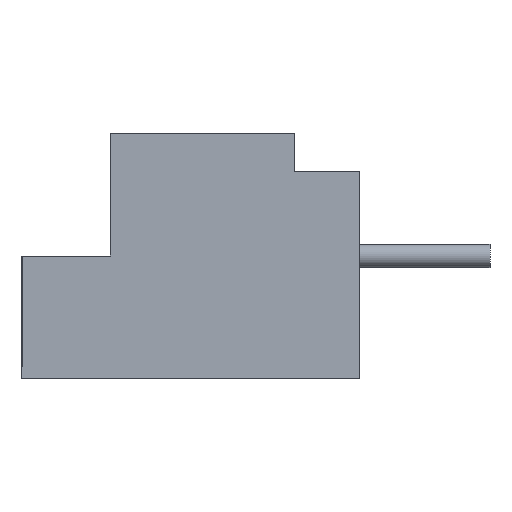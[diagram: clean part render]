
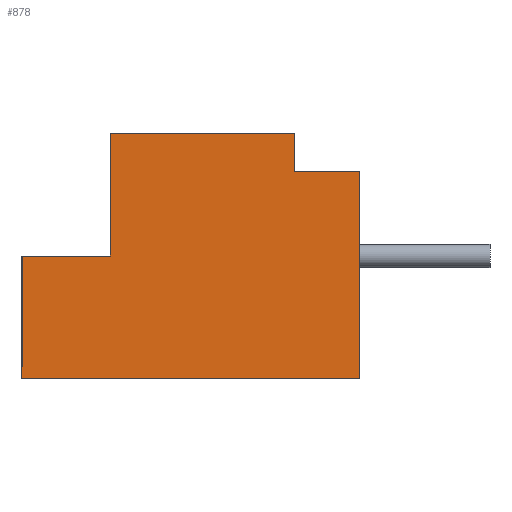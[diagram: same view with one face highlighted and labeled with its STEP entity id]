
A CAD part, left-side view. The second image highlights one B-rep face of the part: STEP entity #878.
In plain terms, the highlighted planar face has unit normal (-1, 0, 0).
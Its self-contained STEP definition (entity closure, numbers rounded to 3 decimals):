
#70 = VERTEX_POINT ( 'NONE', #1350 ) ;
#72 = EDGE_CURVE ( 'NONE', #70, #5359, #1345, .T. ) ;
#89 = EDGE_CURVE ( 'NONE', #5352, #5359, #1445, .T. ) ;
#159 = VERTEX_POINT ( 'NONE', #1575 ) ;
#168 = VERTEX_POINT ( 'NONE', #1558 ) ;
#170 = EDGE_CURVE ( 'NONE', #159, #168, #1557, .T. ) ;
#320 = ORIENTED_EDGE ( 'NONE', *, *, #400, .T. ) ;
#400 = EDGE_CURVE ( 'NONE', #838, #168, #2239, .T. ) ;
#401 = ORIENTED_EDGE ( 'NONE', *, *, #170, .F. ) ;
#788 = EDGE_CURVE ( 'NONE', #70, #159, #3443, .T. ) ;
#816 = EDGE_LOOP ( 'NONE', ( #879, #880, #881, #882, #885, #887, #320, #401 ) ) ;
#838 = VERTEX_POINT ( 'NONE', #3531 ) ;
#840 = EDGE_CURVE ( 'NONE', #841, #838, #3599, .T. ) ;
#841 = VERTEX_POINT ( 'NONE', #3595 ) ;
#878 = ADVANCED_FACE ( 'NONE', ( #3664 ), #3713, .F. ) ;
#879 = ORIENTED_EDGE ( 'NONE', *, *, #788, .F. ) ;
#880 = ORIENTED_EDGE ( 'NONE', *, *, #72, .T. ) ;
#881 = ORIENTED_EDGE ( 'NONE', *, *, #89, .F. ) ;
#882 = ORIENTED_EDGE ( 'NONE', *, *, #883, .T. ) ;
#883 = EDGE_CURVE ( 'NONE', #5352, #884, #3708, .T. ) ;
#884 = VERTEX_POINT ( 'NONE', #3704 ) ;
#885 = ORIENTED_EDGE ( 'NONE', *, *, #886, .T. ) ;
#886 = EDGE_CURVE ( 'NONE', #884, #841, #3703, .T. ) ;
#887 = ORIENTED_EDGE ( 'NONE', *, *, #840, .T. ) ;
#1342 = DIRECTION ( 'NONE',  ( 0., 0., 1. ) ) ;
#1343 = VECTOR ( 'NONE', #1342, 1000. ) ;
#1344 = CARTESIAN_POINT ( 'NONE',  ( -18.75, 1.7, 2.2 ) ) ;
#1345 = LINE ( 'NONE', #1344, #1343 ) ;
#1350 = CARTESIAN_POINT ( 'NONE',  ( -18.75, 1.7, 2.2 ) ) ;
#1442 = DIRECTION ( 'NONE',  ( 0., -1., 0. ) ) ;
#1443 = VECTOR ( 'NONE', #1442, 1000. ) ;
#1444 = CARTESIAN_POINT ( 'NONE',  ( -18.75, 8.8, 3.2 ) ) ;
#1445 = LINE ( 'NONE', #1444, #1443 ) ;
#1554 = DIRECTION ( 'NONE',  ( 0., 0., -1. ) ) ;
#1555 = VECTOR ( 'NONE', #1554, 1000. ) ;
#1556 = CARTESIAN_POINT ( 'NONE',  ( -18.75, 0., 3.2 ) ) ;
#1557 = LINE ( 'NONE', #1556, #1555 ) ;
#1558 = CARTESIAN_POINT ( 'NONE',  ( -18.75, 0., -3.2 ) ) ;
#1575 = CARTESIAN_POINT ( 'NONE',  ( -18.75, 0., 2.2 ) ) ;
#2236 = DIRECTION ( 'NONE',  ( 0., -1., 0. ) ) ;
#2237 = VECTOR ( 'NONE', #2236, 1000. ) ;
#2238 = CARTESIAN_POINT ( 'NONE',  ( -18.75, 8.8, -3.2 ) ) ;
#2239 = LINE ( 'NONE', #2238, #2237 ) ;
#3440 = DIRECTION ( 'NONE',  ( 0., -1., 0. ) ) ;
#3441 = VECTOR ( 'NONE', #3440, 1000. ) ;
#3442 = CARTESIAN_POINT ( 'NONE',  ( -18.75, 1.7, 2.2 ) ) ;
#3443 = LINE ( 'NONE', #3442, #3441 ) ;
#3531 = CARTESIAN_POINT ( 'NONE',  ( -18.75, 8.8, -3.2 ) ) ;
#3595 = CARTESIAN_POINT ( 'NONE',  ( -18.75, 8.8, 0. ) ) ;
#3596 = DIRECTION ( 'NONE',  ( 0., 0., -1. ) ) ;
#3597 = VECTOR ( 'NONE', #3596, 1000. ) ;
#3598 = CARTESIAN_POINT ( 'NONE',  ( -18.75, 8.8, 3.2 ) ) ;
#3599 = LINE ( 'NONE', #3598, #3597 ) ;
#3664 = FACE_OUTER_BOUND ( 'NONE', #816, .T. ) ;
#3700 = DIRECTION ( 'NONE',  ( 0., 1., 0. ) ) ;
#3701 = VECTOR ( 'NONE', #3700, 1000. ) ;
#3702 = CARTESIAN_POINT ( 'NONE',  ( -18.75, 8.8, 0. ) ) ;
#3703 = LINE ( 'NONE', #3702, #3701 ) ;
#3704 = CARTESIAN_POINT ( 'NONE',  ( -18.75, 6.5, 0. ) ) ;
#3705 = DIRECTION ( 'NONE',  ( 0., 0., -1. ) ) ;
#3706 = VECTOR ( 'NONE', #3705, 1000. ) ;
#3707 = CARTESIAN_POINT ( 'NONE',  ( -18.75, 6.5, 3.2 ) ) ;
#3708 = LINE ( 'NONE', #3707, #3706 ) ;
#3709 = DIRECTION ( 'NONE',  ( 0., 0., -1. ) ) ;
#3710 = DIRECTION ( 'NONE',  ( 1., 0., 0. ) ) ;
#3711 = CARTESIAN_POINT ( 'NONE',  ( -18.75, 8.8, 3.2 ) ) ;
#3712 = AXIS2_PLACEMENT_3D ( 'NONE', #3711, #3710, #3709 ) ;
#3713 = PLANE ( 'NONE',  #3712 ) ;
#4826 = CARTESIAN_POINT ( 'NONE',  ( -18.75, 6.5, 3.2 ) ) ;
#4858 = CARTESIAN_POINT ( 'NONE',  ( -18.75, 1.7, 3.2 ) ) ;
#5352 = VERTEX_POINT ( 'NONE', #4826 ) ;
#5359 = VERTEX_POINT ( 'NONE', #4858 ) ;
